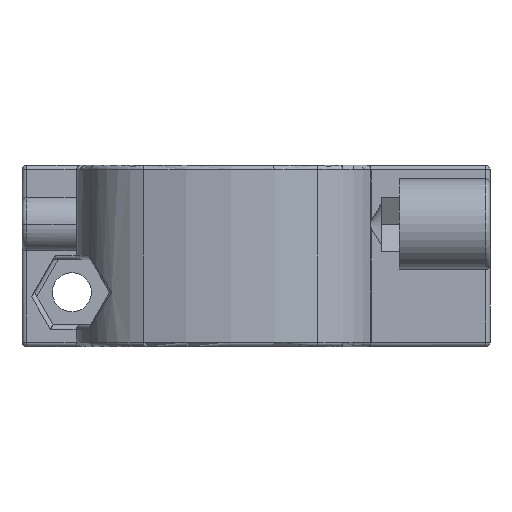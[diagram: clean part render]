
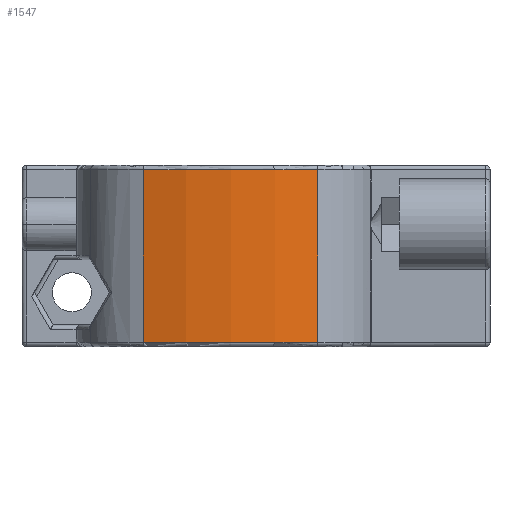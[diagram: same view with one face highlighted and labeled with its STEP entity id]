
A CAD part, left-side view. The second image highlights one B-rep face of the part: STEP entity #1547.
In plain terms, the highlighted cylindrical face has radius 29.5 mm (diameter 59 mm), a partial arc.
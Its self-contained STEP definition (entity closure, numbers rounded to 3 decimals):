
#280 = ORIENTED_EDGE ( 'NONE', *, *, #6075, .T. ) ;
#281 = ORIENTED_EDGE ( 'NONE', *, *, #6076, .T. ) ;
#282 = ORIENTED_EDGE ( 'NONE', *, *, #6077, .T. ) ;
#283 = ORIENTED_EDGE ( 'NONE', *, *, #6078, .T. ) ;
#293 = DIRECTION ( 'NONE',  ( 0., 0., 1. ) ) ;
#299 = DIRECTION ( 'NONE',  ( 1., 0., 0. ) ) ;
#332 = CARTESIAN_POINT ( 'NONE',  ( 15.5, 0., -13.5 ) ) ;
#722 = EDGE_LOOP ( 'NONE', ( #280, #281, #282, #283 ) ) ;
#1367 = CIRCLE ( 'NONE', #5338, 29.5 ) ;
#1376 = LINE ( 'NONE', #3086, #1378 ) ;
#1378 = VECTOR ( 'NONE', #3162, 1000. ) ;
#1379 = LINE ( 'NONE', #3083, #1381 ) ;
#1380 = CIRCLE ( 'NONE', #5340, 29.5 ) ;
#1381 = VECTOR ( 'NONE', #3139, 1000. ) ;
#1547 = ADVANCED_FACE ( 'NONE', ( #2769 ), #2776, .T. ) ;
#2769 = FACE_OUTER_BOUND ( 'NONE', #722, .T. ) ;
#2776 = CYLINDRICAL_SURFACE ( 'NONE', #6257, 29.5 ) ;
#3073 = CARTESIAN_POINT ( 'NONE',  ( 15.5, 0., -13. ) ) ;
#3083 = CARTESIAN_POINT ( 'NONE',  ( -12.39, -9.614, -13.5 ) ) ;
#3086 = CARTESIAN_POINT ( 'NONE',  ( -12.39, 9.614, -13.5 ) ) ;
#3108 = DIRECTION ( 'NONE',  ( 0., 0., 1. ) ) ;
#3117 = DIRECTION ( 'NONE',  ( 1., 0., 0. ) ) ;
#3122 = DIRECTION ( 'NONE',  ( 1., 0., 0. ) ) ;
#3137 = CARTESIAN_POINT ( 'NONE',  ( 15.5, 0., 6. ) ) ;
#3138 = DIRECTION ( 'NONE',  ( 0., 0., -1. ) ) ;
#3139 = DIRECTION ( 'NONE',  ( 0., 0., 1. ) ) ;
#3162 = DIRECTION ( 'NONE',  ( 0., 0., -1. ) ) ;
#4629 = CARTESIAN_POINT ( 'NONE',  ( -12.39, -9.614, -13. ) ) ;
#4666 = CARTESIAN_POINT ( 'NONE',  ( -12.39, 9.614, -13. ) ) ;
#4674 = CARTESIAN_POINT ( 'NONE',  ( -12.39, -9.614, 6. ) ) ;
#4687 = CARTESIAN_POINT ( 'NONE',  ( -12.39, 9.614, 6. ) ) ;
#5338 = AXIS2_PLACEMENT_3D ( 'NONE', #3073, #3108, #3117 ) ;
#5340 = AXIS2_PLACEMENT_3D ( 'NONE', #3137, #3138, #3122 ) ;
#6075 = EDGE_CURVE ( 'NONE', #7165, #7144, #1376, .T. ) ;
#6076 = EDGE_CURVE ( 'NONE', #7144, #7107, #1367, .T. ) ;
#6077 = EDGE_CURVE ( 'NONE', #7107, #7152, #1379, .T. ) ;
#6078 = EDGE_CURVE ( 'NONE', #7152, #7165, #1380, .T. ) ;
#6257 = AXIS2_PLACEMENT_3D ( 'NONE', #332, #293, #299 ) ;
#7107 = VERTEX_POINT ( 'NONE', #4629 ) ;
#7144 = VERTEX_POINT ( 'NONE', #4666 ) ;
#7152 = VERTEX_POINT ( 'NONE', #4674 ) ;
#7165 = VERTEX_POINT ( 'NONE', #4687 ) ;
